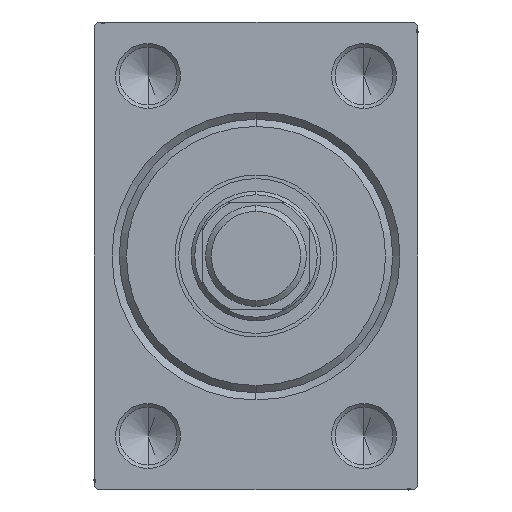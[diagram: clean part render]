
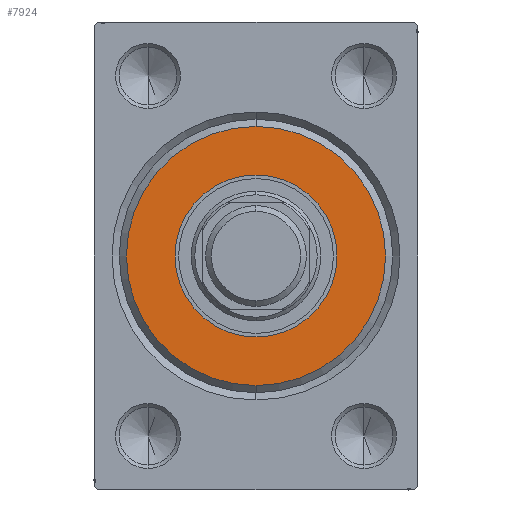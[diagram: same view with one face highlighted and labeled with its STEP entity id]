
A CAD part, left-side view. The second image highlights one B-rep face of the part: STEP entity #7924.
In plain terms, the highlighted face is planar.
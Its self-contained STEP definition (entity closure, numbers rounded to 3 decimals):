
#2882 = PLANE ( 'NONE',  #4730 ) ;
#3006 = AXIS2_PLACEMENT_3D ( 'NONE', #22346, #5121, #18957 ) ;
#4031 = EDGE_CURVE ( 'NONE', #24809, #17168, #32931, .T. ) ;
#4454 = ORIENTED_EDGE ( 'NONE', *, *, #16414, .F. ) ;
#4730 = AXIS2_PLACEMENT_3D ( 'NONE', #6053, #30299, #44124 ) ;
#4854 = CARTESIAN_POINT ( 'NONE',  ( 3., 0., -11.25 ) ) ;
#5121 = DIRECTION ( 'NONE',  ( 1., 0., 0. ) ) ;
#6053 = CARTESIAN_POINT ( 'NONE',  ( 3., 0., 0. ) ) ;
#7924 = ADVANCED_FACE ( 'NONE', ( #30076, #37097 ), #2882, .T. ) ;
#8588 = AXIS2_PLACEMENT_3D ( 'NONE', #21232, #10833, #14449 ) ;
#10833 = DIRECTION ( 'NONE',  ( 1., 0., 0. ) ) ;
#13177 = CARTESIAN_POINT ( 'NONE',  ( 3., 0., 0. ) ) ;
#13193 = ORIENTED_EDGE ( 'NONE', *, *, #4031, .T. ) ;
#14449 = DIRECTION ( 'NONE',  ( 0., 0., -1. ) ) ;
#16414 = EDGE_CURVE ( 'NONE', #17267, #24638, #19671, .T. ) ;
#17168 = VERTEX_POINT ( 'NONE', #42407 ) ;
#17267 = VERTEX_POINT ( 'NONE', #36502 ) ;
#18957 = DIRECTION ( 'NONE',  ( 0., 0., -1. ) ) ;
#19671 = CIRCLE ( 'NONE', #3006, 11.25 ) ;
#19912 = EDGE_CURVE ( 'NONE', #17168, #24809, #44246, .T. ) ;
#21232 = CARTESIAN_POINT ( 'NONE',  ( 3., 0., 0. ) ) ;
#21265 = DIRECTION ( 'NONE',  ( 0., 0., -1. ) ) ;
#22346 = CARTESIAN_POINT ( 'NONE',  ( 3., 0., 0. ) ) ;
#23914 = ORIENTED_EDGE ( 'NONE', *, *, #19912, .T. ) ;
#24638 = VERTEX_POINT ( 'NONE', #4854 ) ;
#24809 = VERTEX_POINT ( 'NONE', #32440 ) ;
#26989 = DIRECTION ( 'NONE',  ( 0., 0., -1. ) ) ;
#28096 = CIRCLE ( 'NONE', #8588, 11.25 ) ;
#29582 = EDGE_LOOP ( 'NONE', ( #23914, #13193 ) ) ;
#30076 = FACE_OUTER_BOUND ( 'NONE', #29582, .T. ) ;
#30299 = DIRECTION ( 'NONE',  ( 1., 0., 0. ) ) ;
#31202 = AXIS2_PLACEMENT_3D ( 'NONE', #38720, #31240, #21265 ) ;
#31240 = DIRECTION ( 'NONE',  ( 1., 0., 0. ) ) ;
#32440 = CARTESIAN_POINT ( 'NONE',  ( 3., 0., -18. ) ) ;
#32931 = CIRCLE ( 'NONE', #41629, 18. ) ;
#36502 = CARTESIAN_POINT ( 'NONE',  ( 3., 0., 11.25 ) ) ;
#36630 = ORIENTED_EDGE ( 'NONE', *, *, #42897, .F. ) ;
#37097 = FACE_BOUND ( 'NONE', #38636, .T. ) ;
#38636 = EDGE_LOOP ( 'NONE', ( #36630, #4454 ) ) ;
#38720 = CARTESIAN_POINT ( 'NONE',  ( 3., 0., 0. ) ) ;
#41629 = AXIS2_PLACEMENT_3D ( 'NONE', #13177, #44207, #26989 ) ;
#42407 = CARTESIAN_POINT ( 'NONE',  ( 3., 0., 18. ) ) ;
#42897 = EDGE_CURVE ( 'NONE', #24638, #17267, #28096, .T. ) ;
#44124 = DIRECTION ( 'NONE',  ( 0., 0., -1. ) ) ;
#44207 = DIRECTION ( 'NONE',  ( 1., 0., 0. ) ) ;
#44246 = CIRCLE ( 'NONE', #31202, 18. ) ;
